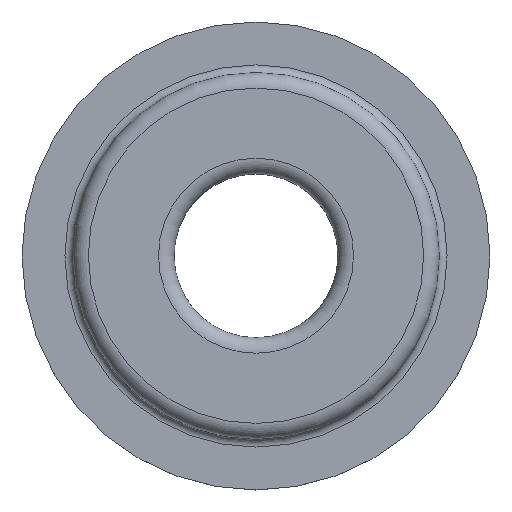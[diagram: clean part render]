
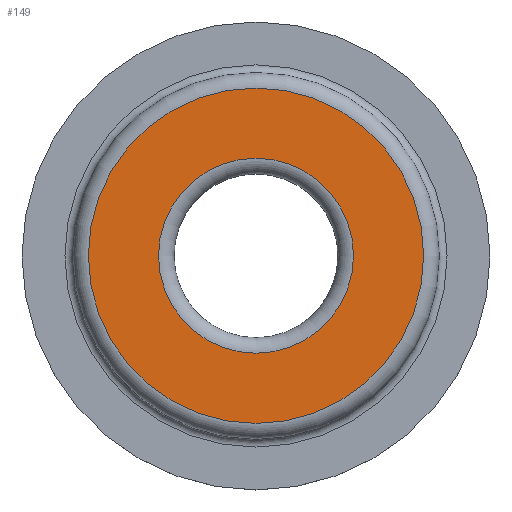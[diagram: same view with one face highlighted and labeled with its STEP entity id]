
A CAD part, top view. The second image highlights one B-rep face of the part: STEP entity #149.
In plain terms, the highlighted planar face has unit normal (0, 0, 1).
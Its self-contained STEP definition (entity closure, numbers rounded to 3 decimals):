
#17=FACE_BOUND('',#50,.T.);
#20=PLANE('',#187);
#37=FACE_OUTER_BOUND('',#49,.T.);
#49=EDGE_LOOP('',(#127));
#50=EDGE_LOOP('',(#128));
#65=CIRCLE('',#185,5.375);
#67=CIRCLE('',#188,3.125);
#79=VERTEX_POINT('',#281);
#80=VERTEX_POINT('',#285);
#95=EDGE_CURVE('',#79,#79,#65,.T.);
#97=EDGE_CURVE('',#80,#80,#67,.T.);
#127=ORIENTED_EDGE('',*,*,#95,.F.);
#128=ORIENTED_EDGE('',*,*,#97,.F.);
#149=ADVANCED_FACE('',(#37,#17),#20,.T.);
#185=AXIS2_PLACEMENT_3D('',#282,#234,#235);
#187=AXIS2_PLACEMENT_3D('',#284,#238,#239);
#188=AXIS2_PLACEMENT_3D('',#286,#240,#241);
#234=DIRECTION('center_axis',(0.,0.,-1.));
#235=DIRECTION('ref_axis',(1.,0.,0.));
#238=DIRECTION('center_axis',(0.,0.,1.));
#239=DIRECTION('ref_axis',(1.,0.,0.));
#240=DIRECTION('center_axis',(0.,0.,1.));
#241=DIRECTION('ref_axis',(1.,0.,0.));
#281=CARTESIAN_POINT('',(-5.375,0.,5.3));
#282=CARTESIAN_POINT('Origin',(0.,0.,5.3));
#284=CARTESIAN_POINT('Origin',(0.,0.,5.3));
#285=CARTESIAN_POINT('',(3.125,0.,5.3));
#286=CARTESIAN_POINT('Origin',(0.,0.,5.3));
